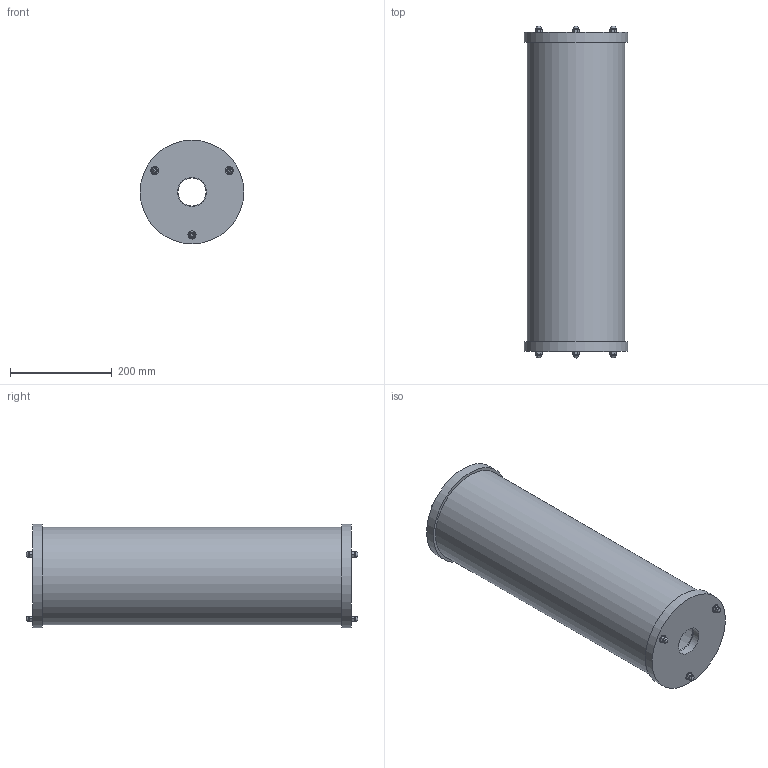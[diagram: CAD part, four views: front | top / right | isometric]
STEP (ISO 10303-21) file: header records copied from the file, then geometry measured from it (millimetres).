
FILE_DESCRIPTION((''),'2;1');
FILE_NAME('ACS#2-8000-GCV_R0.iam.stp','2016-10-13T12:40:08',(''),(''),'Autodesk Inventor 2009','Autodesk Inventor 2009','');
FILE_SCHEMA(('AUTOMOTIVE_DESIGN { 1 0 10303 214 1 1 1 1 }'));
Length unit declared in the file: inch
Products named in the file (7): ACS#2-8000-GCV_R0; ACS-3-6000-POLY_R3; ACS-2-8000_R6; ACS-1-8000-A_R0; ACS-6-8000_R0; TVW-10-25; TVN-9-25
Assembly tree (19 placements, depth 2):
  ACS#2-8000-GCV_R0
    ACS-3-6000-POLY_R3  x2
    ACS-2-8000_R6
    ACS-1-8000-A_R0
    ACS-6-8000_R0  x3
    TVW-10-25  x6
    TVN-9-25  x6
Bounding box: 203.2 x 650.95 x 203.2 mm (x, y, z)
Volume: 3559891.9 mm3; surface area: 1487923.8 mm2
Topology: 19 solids, 19 shells, 429 faces, 1135 edges, 752 vertices
Faces by surface type: bspline 348, cylinder 41, plane 38, cone 2
Full cylindrical faces by diameter (mm): 6.35 x3, 6.746 x6, 7.137 x6, 15.875 x6, 137.846 x2, 140.005 x1, 150.012 x1, 154.127 x2, 182.88 x2, 184.15 x1, 190.5 x1, 191.77 x2, 203.2 x2
Entity records: 5192 total; most frequent: CARTESIAN_POINT 3117, ORIENTED_EDGE 398, DIRECTION 283, EDGE_CURVE 199, VERTEX_POINT 144, EDGE_LOOP 129, AXIS2_PLACEMENT_3D 106, FACE_OUTER_BOUND 91
